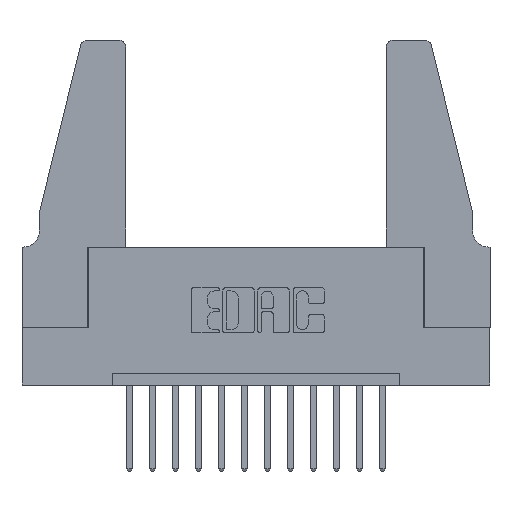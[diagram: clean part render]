
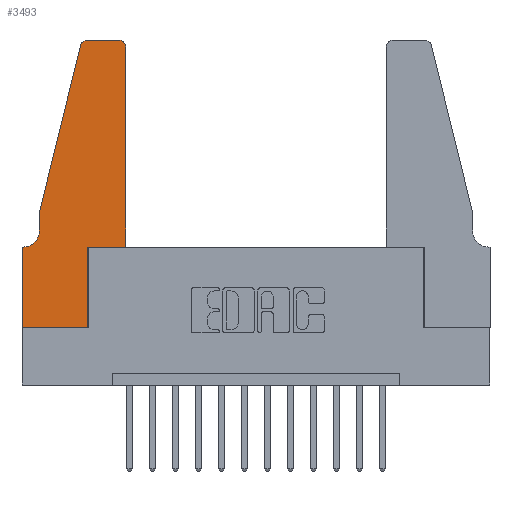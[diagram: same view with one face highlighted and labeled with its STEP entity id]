
A CAD part, top view. The second image highlights one B-rep face of the part: STEP entity #3493.
In plain terms, the highlighted planar face has unit normal (0, 0, 1).
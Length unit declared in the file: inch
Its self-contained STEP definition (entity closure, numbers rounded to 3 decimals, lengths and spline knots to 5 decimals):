
#26 = DIRECTION ( 'NONE',  ( 1., 0., 0. ) ) ;
#172 = CARTESIAN_POINT ( 'NONE',  ( 0.4205, 1.25, 0.37 ) ) ;
#364 = CARTESIAN_POINT ( 'NONE',  ( 0.0755, 0.35, 0.37 ) ) ;
#445 = VECTOR ( 'NONE', #5109, 39.37008 ) ;
#725 = ORIENTED_EDGE ( 'NONE', *, *, #8305, .T. ) ;
#794 = CARTESIAN_POINT ( 'NONE',  ( 0., 0.35, 0.37 ) ) ;
#849 = PLANE ( 'NONE',  #3641 ) ;
#1085 = EDGE_CURVE ( 'NONE', #4182, #1362, #11718, .T. ) ;
#1160 = VERTEX_POINT ( 'NONE', #2982 ) ;
#1362 = VERTEX_POINT ( 'NONE', #8395 ) ;
#1776 = CARTESIAN_POINT ( 'NONE',  ( 0.0755, 0.5, 0.37 ) ) ;
#1806 = CARTESIAN_POINT ( 'NONE',  ( 0.0755, 0.5, 0.37 ) ) ;
#1884 = ORIENTED_EDGE ( 'NONE', *, *, #13401, .T. ) ;
#2087 = ORIENTED_EDGE ( 'NONE', *, *, #1085, .T. ) ;
#2203 = EDGE_CURVE ( 'NONE', #5167, #3222, #7423, .T. ) ;
#2333 = LINE ( 'NONE', #3582, #14479 ) ;
#2555 = CIRCLE ( 'NONE', #5912, 0.03 ) ;
#2782 = FACE_OUTER_BOUND ( 'NONE', #3110, .T. ) ;
#2982 = CARTESIAN_POINT ( 'NONE',  ( 0.2865, 0.35, 0.37 ) ) ;
#3110 = EDGE_LOOP ( 'NONE', ( #8398, #11142, #2087, #1884, #12848, #8439, #9472, #9377, #12970, #10153, #725, #11852 ) ) ;
#3222 = VERTEX_POINT ( 'NONE', #4558 ) ;
#3236 = CARTESIAN_POINT ( 'NONE',  ( 0.0755, 0.42, 0.37 ) ) ;
#3246 = CARTESIAN_POINT ( 'NONE',  ( 0.25487, 1.22718, 0.37 ) ) ;
#3452 = LINE ( 'NONE', #6910, #12436 ) ;
#3493 = ADVANCED_FACE ( 'NONE', ( #2782 ), #849, .T. ) ;
#3582 = CARTESIAN_POINT ( 'NONE',  ( 0., 0., 0.37 ) ) ;
#3641 = AXIS2_PLACEMENT_3D ( 'NONE', #794, #6622, #9047 ) ;
#3677 = DIRECTION ( 'NONE',  ( 0., -1., 0. ) ) ;
#3944 = DIRECTION ( 'NONE',  ( 0., 1., 0. ) ) ;
#4020 = CARTESIAN_POINT ( 'NONE',  ( 0.2865, 0.35, 0.37 ) ) ;
#4067 = VECTOR ( 'NONE', #7735, 39.37008 ) ;
#4182 = VERTEX_POINT ( 'NONE', #3246 ) ;
#4214 = LINE ( 'NONE', #1806, #9343 ) ;
#4436 = LINE ( 'NONE', #4020, #12318 ) ;
#4465 = CARTESIAN_POINT ( 'NONE',  ( 0.2605, 1.25, 0.37 ) ) ;
#4540 = EDGE_CURVE ( 'NONE', #1160, #9323, #6638, .T. ) ;
#4558 = CARTESIAN_POINT ( 'NONE',  ( 0.284, 1.25, 0.37 ) ) ;
#4745 = DIRECTION ( 'NONE',  ( 0., 0., 1. ) ) ;
#4872 = EDGE_CURVE ( 'NONE', #6995, #5167, #13228, .T. ) ;
#5045 = EDGE_CURVE ( 'NONE', #3222, #4182, #2555, .T. ) ;
#5109 = DIRECTION ( 'NONE',  ( 1., 0., 0. ) ) ;
#5167 = VERTEX_POINT ( 'NONE', #172 ) ;
#5503 = CARTESIAN_POINT ( 'NONE',  ( 0.4505, 0.35, 0.37 ) ) ;
#5912 = AXIS2_PLACEMENT_3D ( 'NONE', #12185, #6307, #8573 ) ;
#6109 = VERTEX_POINT ( 'NONE', #3236 ) ;
#6260 = EDGE_CURVE ( 'NONE', #9965, #15205, #2333, .T. ) ;
#6307 = DIRECTION ( 'NONE',  ( 0., 0., 1. ) ) ;
#6377 = DIRECTION ( 'NONE',  ( -0.239, -0.971, 0. ) ) ;
#6622 = DIRECTION ( 'NONE',  ( 0., 0., 1. ) ) ;
#6638 = LINE ( 'NONE', #5503, #4067 ) ;
#6910 = CARTESIAN_POINT ( 'NONE',  ( 0.4505, 0.35, 0.37 ) ) ;
#6927 = LINE ( 'NONE', #13222, #445 ) ;
#6928 = AXIS2_PLACEMENT_3D ( 'NONE', #13072, #13665, #10054 ) ;
#6995 = VERTEX_POINT ( 'NONE', #15235 ) ;
#7218 = EDGE_CURVE ( 'NONE', #6109, #11791, #10579, .T. ) ;
#7340 = VERTEX_POINT ( 'NONE', #12523 ) ;
#7423 = LINE ( 'NONE', #4465, #8750 ) ;
#7735 = DIRECTION ( 'NONE',  ( 1., 0., 0. ) ) ;
#7839 = CARTESIAN_POINT ( 'NONE',  ( 0.0055, 0.35, 0.37 ) ) ;
#8070 = DIRECTION ( 'NONE',  ( 0., 1., 0. ) ) ;
#8305 = EDGE_CURVE ( 'NONE', #9323, #6995, #3452, .T. ) ;
#8395 = CARTESIAN_POINT ( 'NONE',  ( 0.0755, 0.5, 0.37 ) ) ;
#8398 = ORIENTED_EDGE ( 'NONE', *, *, #2203, .T. ) ;
#8439 = ORIENTED_EDGE ( 'NONE', *, *, #15025, .T. ) ;
#8489 = EDGE_CURVE ( 'NONE', #15205, #7340, #6927, .T. ) ;
#8573 = DIRECTION ( 'NONE',  ( 1., 0., 0. ) ) ;
#8744 = DIRECTION ( 'NONE',  ( -1., 0., 0. ) ) ;
#8750 = VECTOR ( 'NONE', #10263, 39.37008 ) ;
#9047 = DIRECTION ( 'NONE',  ( 1., 0., 0. ) ) ;
#9323 = VERTEX_POINT ( 'NONE', #11512 ) ;
#9343 = VECTOR ( 'NONE', #14836, 39.37008 ) ;
#9377 = ORIENTED_EDGE ( 'NONE', *, *, #8489, .T. ) ;
#9472 = ORIENTED_EDGE ( 'NONE', *, *, #6260, .T. ) ;
#9965 = VERTEX_POINT ( 'NONE', #13367 ) ;
#10054 = DIRECTION ( 'NONE',  ( -1., 0., 0. ) ) ;
#10153 = ORIENTED_EDGE ( 'NONE', *, *, #4540, .T. ) ;
#10263 = DIRECTION ( 'NONE',  ( -1., 0., 0. ) ) ;
#10579 = CIRCLE ( 'NONE', #6928, 0.07 ) ;
#11142 = ORIENTED_EDGE ( 'NONE', *, *, #5045, .T. ) ;
#11512 = CARTESIAN_POINT ( 'NONE',  ( 0.4505, 0.35, 0.37 ) ) ;
#11718 = LINE ( 'NONE', #1776, #15206 ) ;
#11791 = VERTEX_POINT ( 'NONE', #7839 ) ;
#11852 = ORIENTED_EDGE ( 'NONE', *, *, #4872, .T. ) ;
#12108 = EDGE_CURVE ( 'NONE', #7340, #1160, #4436, .T. ) ;
#12185 = CARTESIAN_POINT ( 'NONE',  ( 0.284, 1.22, 0.37 ) ) ;
#12318 = VECTOR ( 'NONE', #3944, 39.37008 ) ;
#12350 = CARTESIAN_POINT ( 'NONE',  ( 0., 0., 0.37 ) ) ;
#12397 = AXIS2_PLACEMENT_3D ( 'NONE', #14195, #4745, #26 ) ;
#12436 = VECTOR ( 'NONE', #8070, 39.37008 ) ;
#12523 = CARTESIAN_POINT ( 'NONE',  ( 0.2865, 0., 0.37 ) ) ;
#12848 = ORIENTED_EDGE ( 'NONE', *, *, #7218, .T. ) ;
#12970 = ORIENTED_EDGE ( 'NONE', *, *, #12108, .T. ) ;
#13072 = CARTESIAN_POINT ( 'NONE',  ( 0.0055, 0.42, 0.37 ) ) ;
#13155 = LINE ( 'NONE', #364, #14816 ) ;
#13222 = CARTESIAN_POINT ( 'NONE',  ( 0., 0., 0.37 ) ) ;
#13228 = CIRCLE ( 'NONE', #12397, 0.03 ) ;
#13367 = CARTESIAN_POINT ( 'NONE',  ( 0., 0.35, 0.37 ) ) ;
#13401 = EDGE_CURVE ( 'NONE', #1362, #6109, #4214, .T. ) ;
#13665 = DIRECTION ( 'NONE',  ( 0., 0., -1. ) ) ;
#14195 = CARTESIAN_POINT ( 'NONE',  ( 0.4205, 1.22, 0.37 ) ) ;
#14479 = VECTOR ( 'NONE', #3677, 39.37008 ) ;
#14816 = VECTOR ( 'NONE', #8744, 39.37008 ) ;
#14836 = DIRECTION ( 'NONE',  ( 0., -1., 0. ) ) ;
#15025 = EDGE_CURVE ( 'NONE', #11791, #9965, #13155, .T. ) ;
#15205 = VERTEX_POINT ( 'NONE', #12350 ) ;
#15206 = VECTOR ( 'NONE', #6377, 39.37008 ) ;
#15235 = CARTESIAN_POINT ( 'NONE',  ( 0.4505, 1.22, 0.37 ) ) ;
